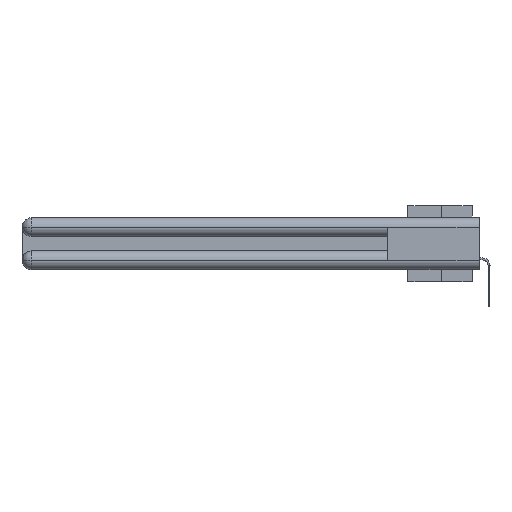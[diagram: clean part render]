
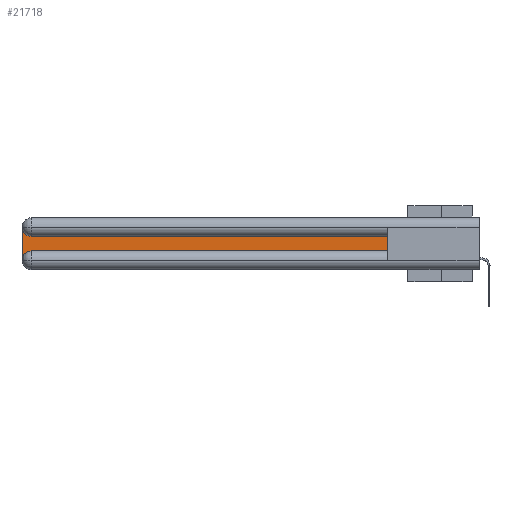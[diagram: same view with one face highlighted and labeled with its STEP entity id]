
A CAD part, left-side view. The second image highlights one B-rep face of the part: STEP entity #21718.
In plain terms, the highlighted planar face has unit normal (-1, 0, 0).
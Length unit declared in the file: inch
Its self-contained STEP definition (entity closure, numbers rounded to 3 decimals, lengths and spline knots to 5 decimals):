
#291 = ORIENTED_EDGE ( 'NONE', *, *, #29929, .T. ) ;
#1121 = DIRECTION ( 'NONE',  ( 0., 0., -1. ) ) ;
#1265 = CARTESIAN_POINT ( 'NONE',  ( 0.075, 0.6, -0.2175 ) ) ;
#1388 = VERTEX_POINT ( 'NONE', #19313 ) ;
#2424 = ORIENTED_EDGE ( 'NONE', *, *, #10367, .T. ) ;
#2568 = VERTEX_POINT ( 'NONE', #8548 ) ;
#3603 = DIRECTION ( 'NONE',  ( 0., 1., 0. ) ) ;
#5862 = VECTOR ( 'NONE', #3603, 39.37008 ) ;
#6511 = CARTESIAN_POINT ( 'NONE',  ( 0.075, 2.94, -0.1225 ) ) ;
#7482 = EDGE_CURVE ( 'NONE', #20050, #2568, #27137, .T. ) ;
#7904 = LINE ( 'NONE', #25615, #20385 ) ;
#8548 = CARTESIAN_POINT ( 'NONE',  ( 0.075, 3., -0.2775 ) ) ;
#8902 = EDGE_CURVE ( 'NONE', #18366, #1388, #7904, .T. ) ;
#10066 = CIRCLE ( 'NONE', #27497, 0.06 ) ;
#10367 = EDGE_CURVE ( 'NONE', #20517, #18366, #35979, .T. ) ;
#10692 = VERTEX_POINT ( 'NONE', #6511 ) ;
#11097 = DIRECTION ( 'NONE',  ( 0., 0., -1. ) ) ;
#12145 = ORIENTED_EDGE ( 'NONE', *, *, #30717, .T. ) ;
#12892 = CIRCLE ( 'NONE', #35762, 0.06 ) ;
#12972 = DIRECTION ( 'NONE',  ( 0., -1., 0. ) ) ;
#13972 = ORIENTED_EDGE ( 'NONE', *, *, #14600, .T. ) ;
#14600 = EDGE_CURVE ( 'NONE', #2568, #20517, #12892, .T. ) ;
#15195 = CARTESIAN_POINT ( 'NONE',  ( 0.075, 2.94, -0.2775 ) ) ;
#15397 = DIRECTION ( 'NONE',  ( 1., 0., 0. ) ) ;
#18366 = VERTEX_POINT ( 'NONE', #26581 ) ;
#19313 = CARTESIAN_POINT ( 'NONE',  ( 0.075, 0.6, -0.1225 ) ) ;
#20050 = VERTEX_POINT ( 'NONE', #20416 ) ;
#20385 = VECTOR ( 'NONE', #28440, 39.37008 ) ;
#20416 = CARTESIAN_POINT ( 'NONE',  ( 0.075, 3., -0.0625 ) ) ;
#20517 = VERTEX_POINT ( 'NONE', #23176 ) ;
#20875 = DIRECTION ( 'NONE',  ( 0., 0., -1. ) ) ;
#21114 = CARTESIAN_POINT ( 'NONE',  ( 0.075, 3., -0.2175 ) ) ;
#21718 = ADVANCED_FACE ( 'NONE', ( #31258 ), #28062, .F. ) ;
#21921 = EDGE_LOOP ( 'NONE', ( #12145, #291, #31590, #13972, #2424, #26645 ) ) ;
#22596 = CARTESIAN_POINT ( 'NONE',  ( 0.075, 3., -0.1225 ) ) ;
#23176 = CARTESIAN_POINT ( 'NONE',  ( 0.075, 2.94, -0.2175 ) ) ;
#23538 = DIRECTION ( 'NONE',  ( 1., 0., 0. ) ) ;
#23590 = LINE ( 'NONE', #23982, #5862 ) ;
#23982 = CARTESIAN_POINT ( 'NONE',  ( 0.075, 0.6, -0.1225 ) ) ;
#25615 = CARTESIAN_POINT ( 'NONE',  ( 0.075, 0.6, -0.2175 ) ) ;
#26581 = CARTESIAN_POINT ( 'NONE',  ( 0.075, 0.6, -0.2175 ) ) ;
#26645 = ORIENTED_EDGE ( 'NONE', *, *, #8902, .T. ) ;
#27129 = AXIS2_PLACEMENT_3D ( 'NONE', #22596, #28623, #11097 ) ;
#27137 = LINE ( 'NONE', #21114, #36137 ) ;
#27497 = AXIS2_PLACEMENT_3D ( 'NONE', #29000, #23538, #35035 ) ;
#28062 = PLANE ( 'NONE',  #27129 ) ;
#28440 = DIRECTION ( 'NONE',  ( 0., 0., 1. ) ) ;
#28623 = DIRECTION ( 'NONE',  ( 1., 0., 0. ) ) ;
#29000 = CARTESIAN_POINT ( 'NONE',  ( 0.075, 2.94, -0.0625 ) ) ;
#29929 = EDGE_CURVE ( 'NONE', #10692, #20050, #10066, .T. ) ;
#30717 = EDGE_CURVE ( 'NONE', #1388, #10692, #23590, .T. ) ;
#31258 = FACE_OUTER_BOUND ( 'NONE', #21921, .T. ) ;
#31590 = ORIENTED_EDGE ( 'NONE', *, *, #7482, .T. ) ;
#31718 = VECTOR ( 'NONE', #12972, 39.37008 ) ;
#35035 = DIRECTION ( 'NONE',  ( 0., 0., -1. ) ) ;
#35762 = AXIS2_PLACEMENT_3D ( 'NONE', #15195, #15397, #20875 ) ;
#35979 = LINE ( 'NONE', #1265, #31718 ) ;
#36137 = VECTOR ( 'NONE', #1121, 39.37008 ) ;
